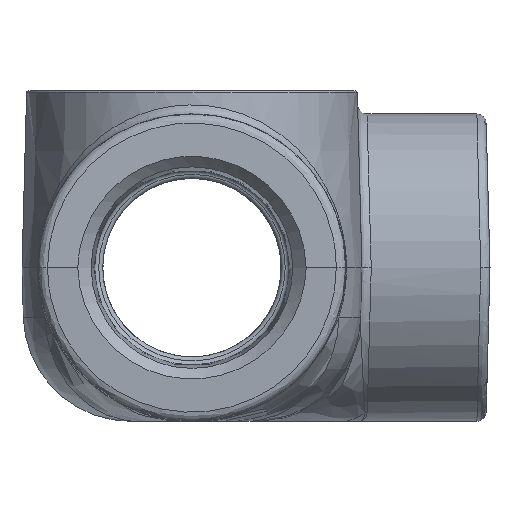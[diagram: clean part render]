
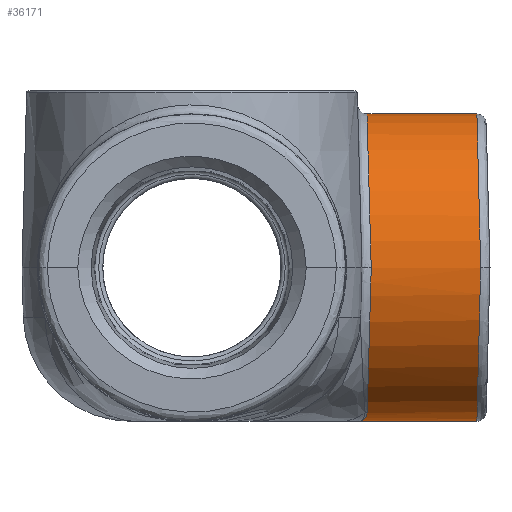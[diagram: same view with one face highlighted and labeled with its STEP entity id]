
A CAD part, left-side view. The second image highlights one B-rep face of the part: STEP entity #36171.
In plain terms, the highlighted cylindrical face has radius 52.388 mm (diameter 104.775 mm), a full revolution.
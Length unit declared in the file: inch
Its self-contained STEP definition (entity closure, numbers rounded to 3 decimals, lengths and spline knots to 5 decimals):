
#113=CYLINDRICAL_SURFACE('',#38400,2.0625);
#191=FACE_BOUND('',#5877,.T.);
#770=ELLIPSE('',#38394,2.06312,2.0625);
#772=ELLIPSE('',#38396,2.06312,2.0625);
#775=ELLIPSE('',#38401,2.0633,2.0625);
#776=ELLIPSE('',#38402,2.0633,2.0625);
#777=ELLIPSE('',#38403,2.0633,2.0625);
#1111=B_SPLINE_CURVE_WITH_KNOTS('',3,(#53070,#53071,#53072,#53073,#53074,
#53075,#53076,#53077),.UNSPECIFIED.,.F.,.F.,(4,1,1,2,4),(3.77599,
4.53104,4.90857,5.66363,5.66654),
 .UNSPECIFIED.);
#1112=B_SPLINE_CURVE_WITH_KNOTS('',3,(#53084,#53085,#53086,#53087,#53088,
#53089,#53090,#53091),.UNSPECIFIED.,.F.,.F.,(4,2,1,1,4),(-0.00292,
0.,0.75505,1.13258,1.88764),.UNSPECIFIED.);
#3776=FACE_OUTER_BOUND('',#5876,.T.);
#5876=EDGE_LOOP('',(#25946,#25947,#25948,#25949,#25950));
#5877=EDGE_LOOP('',(#25951,#25952));
#15382=VERTEX_POINT('',#52989);
#15383=VERTEX_POINT('',#52991);
#15386=VERTEX_POINT('',#53068);
#15387=VERTEX_POINT('',#53069);
#15388=VERTEX_POINT('',#53078);
#15389=VERTEX_POINT('',#53080);
#15390=VERTEX_POINT('',#53082);
#19448=EDGE_CURVE('',#15382,#15383,#770,.T.);
#19450=EDGE_CURVE('',#15383,#15382,#772,.T.);
#19455=EDGE_CURVE('',#15386,#15387,#1111,.T.);
#19456=EDGE_CURVE('',#15388,#15386,#775,.T.);
#19457=EDGE_CURVE('',#15389,#15388,#776,.T.);
#19458=EDGE_CURVE('',#15390,#15389,#777,.T.);
#19459=EDGE_CURVE('',#15387,#15390,#1112,.T.);
#25946=ORIENTED_EDGE('',*,*,#19455,.F.);
#25947=ORIENTED_EDGE('',*,*,#19456,.F.);
#25948=ORIENTED_EDGE('',*,*,#19457,.F.);
#25949=ORIENTED_EDGE('',*,*,#19458,.F.);
#25950=ORIENTED_EDGE('',*,*,#19459,.F.);
#25951=ORIENTED_EDGE('',*,*,#19448,.F.);
#25952=ORIENTED_EDGE('',*,*,#19450,.F.);
#36171=ADVANCED_FACE('',(#3776,#191),#113,.T.);
#38394=AXIS2_PLACEMENT_3D('',#52992,#41356,#41357);
#38396=AXIS2_PLACEMENT_3D('',#53059,#41360,#41361);
#38400=AXIS2_PLACEMENT_3D('',#53067,#41370,#41371);
#38401=AXIS2_PLACEMENT_3D('',#53079,#41372,#41373);
#38402=AXIS2_PLACEMENT_3D('',#53081,#41374,#41375);
#38403=AXIS2_PLACEMENT_3D('',#53083,#41376,#41377);
#41356=DIRECTION('center_axis',(0.,-1.,0.025));
#41357=DIRECTION('ref_axis',(0.,0.025,1.));
#41360=DIRECTION('center_axis',(0.,-1.,-0.025));
#41361=DIRECTION('ref_axis',(0.,0.025,-1.));
#41370=DIRECTION('center_axis',(0.,1.,0.));
#41371=DIRECTION('ref_axis',(1.,0.,0.));
#41372=DIRECTION('center_axis',(0.,1.,0.028));
#41373=DIRECTION('ref_axis',(0.,0.028,-1.));
#41374=DIRECTION('center_axis',(0.,1.,-0.028));
#41375=DIRECTION('ref_axis',(0.,0.028,1.));
#41376=DIRECTION('center_axis',(0.,1.,0.028));
#41377=DIRECTION('ref_axis',(0.,0.028,-1.));
#52989=CARTESIAN_POINT('',(2.0625,-3.87496,-2.375));
#52991=CARTESIAN_POINT('',(-2.0625,-3.87496,-2.375));
#52992=CARTESIAN_POINT('Origin',(0.,-3.87496,-2.375));
#53059=CARTESIAN_POINT('Origin',(0.,-3.87496,-2.375));
#53067=CARTESIAN_POINT('Origin',(0.,-4.,-2.375));
#53068=CARTESIAN_POINT('',(0.67843,-2.35189,-4.32273));
#53069=CARTESIAN_POINT('',(0.,-2.22693,-4.4375));
#53070=CARTESIAN_POINT('Ctrl Pts',(0.67843,-2.35189,
-4.32273));
#53071=CARTESIAN_POINT('Ctrl Pts',(0.5902,-2.35104,-4.35346));
#53072=CARTESIAN_POINT('Ctrl Pts',(0.45521,-2.33243,
-4.39032));
#53073=CARTESIAN_POINT('Ctrl Pts',(0.22888,-2.28515,-4.42833));
#53074=CARTESIAN_POINT('Ctrl Pts',(0.09192,-2.25024,
-4.43745));
#53075=CARTESIAN_POINT('Ctrl Pts',(0.0007,-2.22711,
-4.4375));
#53076=CARTESIAN_POINT('Ctrl Pts',(0.00035,-2.22702,
-4.4375));
#53077=CARTESIAN_POINT('Ctrl Pts',(0.,-2.22693,-4.4375));
#53078=CARTESIAN_POINT('',(2.0625,-2.40598,-2.375));
#53079=CARTESIAN_POINT('Origin',(0.,-2.40598,-2.375));
#53080=CARTESIAN_POINT('',(-2.0625,-2.40598,-2.375));
#53081=CARTESIAN_POINT('Origin',(0.,-2.40598,-2.375));
#53082=CARTESIAN_POINT('',(-0.67843,-2.35189,-4.32273));
#53083=CARTESIAN_POINT('Origin',(0.,-2.40598,-2.375));
#53084=CARTESIAN_POINT('Ctrl Pts',(0.,-2.22693,
-4.4375));
#53085=CARTESIAN_POINT('Ctrl Pts',(-0.00035,-2.22702,
-4.4375));
#53086=CARTESIAN_POINT('Ctrl Pts',(-0.0007,-2.22711,
-4.4375));
#53087=CARTESIAN_POINT('Ctrl Pts',(-0.09191,-2.25023,
-4.43746));
#53088=CARTESIAN_POINT('Ctrl Pts',(-0.22888,-2.28518,-4.42833));
#53089=CARTESIAN_POINT('Ctrl Pts',(-0.45519,-2.33236,
-4.39033));
#53090=CARTESIAN_POINT('Ctrl Pts',(-0.5902,-2.35104,
-4.35346));
#53091=CARTESIAN_POINT('Ctrl Pts',(-0.67843,-2.35189,
-4.32273));
